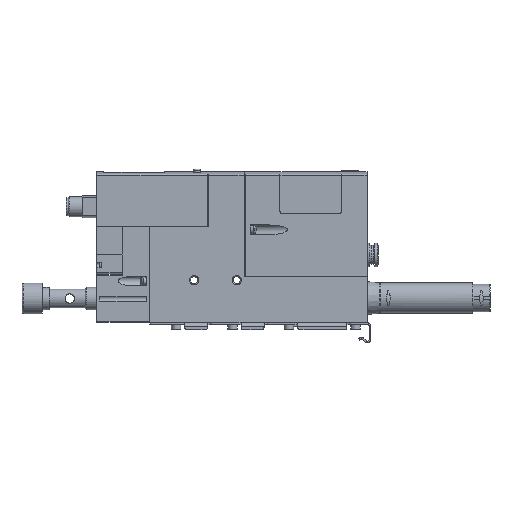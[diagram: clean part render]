
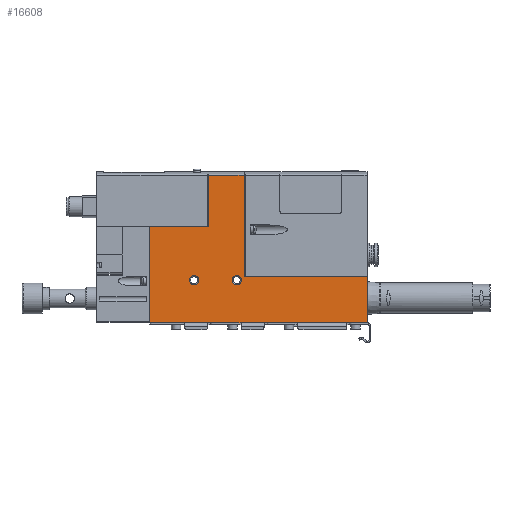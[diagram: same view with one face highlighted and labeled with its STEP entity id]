
A CAD part, top view. The second image highlights one B-rep face of the part: STEP entity #16608.
In plain terms, the highlighted planar face has unit normal (0, 0, 1).
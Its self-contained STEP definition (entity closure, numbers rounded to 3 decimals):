
#548=LINE('',#22725,#1522);
#639=LINE('',#22958,#1613);
#965=LINE('',#24261,#1939);
#969=LINE('',#24280,#1943);
#972=LINE('',#24288,#1946);
#979=LINE('',#24298,#1953);
#980=LINE('',#24300,#1954);
#982=LINE('',#24311,#1956);
#1522=VECTOR('',#18725,1000.);
#1613=VECTOR('',#18906,1000.);
#1939=VECTOR('',#20358,1000.);
#1943=VECTOR('',#20376,1000.);
#1946=VECTOR('',#20383,1000.);
#1953=VECTOR('',#20392,1000.);
#1954=VECTOR('',#20395,1000.);
#1956=VECTOR('',#20407,1000.);
#2537=PLANE('',#17760);
#4493=ORIENTED_EDGE('',*,*,#7252,.T.);
#4494=ORIENTED_EDGE('',*,*,#7253,.T.);
#4495=ORIENTED_EDGE('',*,*,#7248,.T.);
#4496=ORIENTED_EDGE('',*,*,#6588,.T.);
#4497=ORIENTED_EDGE('',*,*,#7226,.T.);
#4498=ORIENTED_EDGE('',*,*,#7236,.T.);
#4499=ORIENTED_EDGE('',*,*,#7240,.T.);
#4500=ORIENTED_EDGE('',*,*,#7247,.T.);
#4501=ORIENTED_EDGE('',*,*,#6469,.T.);
#4502=ORIENTED_EDGE('',*,*,#7254,.T.);
#6469=EDGE_CURVE('',#8209,#8218,#548,.T.);
#6588=EDGE_CURVE('',#8316,#8315,#639,.T.);
#7226=EDGE_CURVE('',#8315,#8729,#965,.T.);
#7236=EDGE_CURVE('',#8729,#8737,#969,.T.);
#7240=EDGE_CURVE('',#8737,#8740,#972,.T.);
#7247=EDGE_CURVE('',#8740,#8209,#979,.T.);
#7248=EDGE_CURVE('',#8743,#8316,#980,.T.);
#7252=EDGE_CURVE('',#8745,#8745,#9720,.T.);
#7253=EDGE_CURVE('',#8746,#8746,#9721,.T.);
#7254=EDGE_CURVE('',#8218,#8743,#982,.T.);
#8209=VERTEX_POINT('',#22706);
#8218=VERTEX_POINT('',#22724);
#8315=VERTEX_POINT('',#22957);
#8316=VERTEX_POINT('',#22959);
#8729=VERTEX_POINT('',#24260);
#8737=VERTEX_POINT('',#24279);
#8740=VERTEX_POINT('',#24287);
#8743=VERTEX_POINT('',#24301);
#8745=VERTEX_POINT('',#24308);
#8746=VERTEX_POINT('',#24310);
#9720=CIRCLE('',#17761,2.65);
#9721=CIRCLE('',#17762,2.65);
#10383=EDGE_LOOP('',(#4493));
#10384=EDGE_LOOP('',(#4494));
#10385=EDGE_LOOP('',(#4495,#4496,#4497,#4498,#4499,#4500,#4501,#4502));
#11357=FACE_BOUND('',#10383,.T.);
#11358=FACE_BOUND('',#10384,.T.);
#11359=FACE_BOUND('',#10385,.T.);
#16608=ADVANCED_FACE('',(#11357,#11358,#11359),#2537,.T.);
#17760=AXIS2_PLACEMENT_3D('',#24306,#20401,#20402);
#17761=AXIS2_PLACEMENT_3D('',#24307,#20403,#20404);
#17762=AXIS2_PLACEMENT_3D('',#24309,#20405,#20406);
#18725=DIRECTION('',(0.,1.,0.));
#18906=DIRECTION('',(-1.,0.,0.));
#20358=DIRECTION('',(0.,-1.,0.));
#20376=DIRECTION('',(1.,0.,0.));
#20383=DIRECTION('',(0.,1.,0.));
#20392=DIRECTION('',(-1.,0.,0.));
#20395=DIRECTION('',(0.,-1.,0.));
#20401=DIRECTION('',(0.,0.,1.));
#20402=DIRECTION('',(1.,0.,0.));
#20403=DIRECTION('',(0.,0.,-1.));
#20404=DIRECTION('',(-1.,0.,0.));
#20405=DIRECTION('',(0.,0.,-1.));
#20406=DIRECTION('',(-1.,0.,0.));
#20407=DIRECTION('',(-1.,0.,0.));
#22706=CARTESIAN_POINT('',(86.3,27.,10.25));
#22724=CARTESIAN_POINT('',(86.3,86.442,10.25));
#22725=CARTESIAN_POINT('',(86.3,27.,10.25));
#22957=CARTESIAN_POINT('',(31.,56.4,10.25));
#22958=CARTESIAN_POINT('',(65.3,56.4,10.25));
#22959=CARTESIAN_POINT('',(65.3,56.4,10.25));
#24260=CARTESIAN_POINT('',(31.,0.,10.25));
#24261=CARTESIAN_POINT('',(31.,56.4,10.25));
#24279=CARTESIAN_POINT('',(158.5,0.,10.25));
#24280=CARTESIAN_POINT('',(31.,0.,10.25));
#24287=CARTESIAN_POINT('',(158.5,27.,10.25));
#24288=CARTESIAN_POINT('',(158.5,0.,10.25));
#24298=CARTESIAN_POINT('',(158.5,27.,10.25));
#24300=CARTESIAN_POINT('',(65.3,90.,10.25));
#24301=CARTESIAN_POINT('',(65.3,86.442,10.25));
#24306=CARTESIAN_POINT('',(0.,0.,10.25));
#24307=CARTESIAN_POINT('',(82.,25.,10.25));
#24308=CARTESIAN_POINT('',(79.35,25.,10.25));
#24309=CARTESIAN_POINT('',(57.,25.,10.25));
#24310=CARTESIAN_POINT('',(54.35,25.,10.25));
#24311=CARTESIAN_POINT('',(86.3,86.442,10.25));
